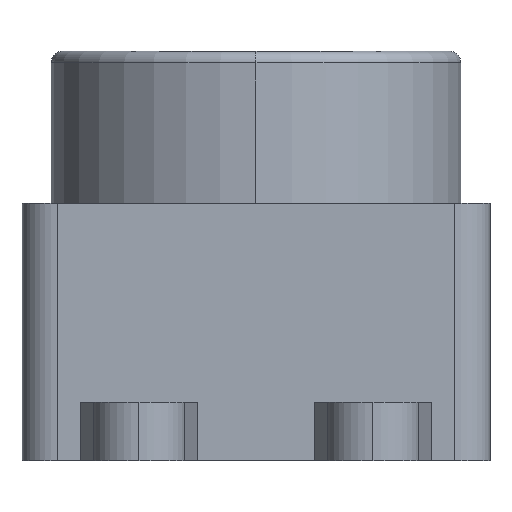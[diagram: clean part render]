
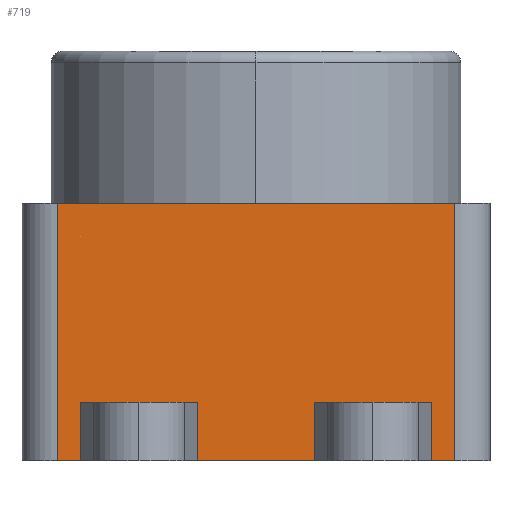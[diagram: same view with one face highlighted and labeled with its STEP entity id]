
A CAD part, left-side view. The second image highlights one B-rep face of the part: STEP entity #719.
In plain terms, the highlighted planar face has unit normal (-1, 0, 0).
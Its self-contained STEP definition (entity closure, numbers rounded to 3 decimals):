
#15 = EDGE_CURVE ( 'NONE', #699, #571, #1455, .T. ) ;
#21 = CARTESIAN_POINT ( 'NONE',  ( -20., 17., 22. ) ) ;
#34 = DIRECTION ( 'NONE',  ( 0., -1., 0. ) ) ;
#42 = EDGE_LOOP ( 'NONE', ( #587, #787, #1436, #262, #886, #287, #846, #652, #914, #632, #1435, #871 ) ) ;
#99 = LINE ( 'NONE', #1298, #822 ) ;
#108 = DIRECTION ( 'NONE',  ( 0., -1., 0. ) ) ;
#114 = DIRECTION ( 'NONE',  ( 0., 0., -1. ) ) ;
#122 = CARTESIAN_POINT ( 'NONE',  ( -20., -15., 0. ) ) ;
#147 = PLANE ( 'NONE',  #889 ) ;
#162 = LINE ( 'NONE', #1352, #1320 ) ;
#178 = VECTOR ( 'NONE', #553, 1000. ) ;
#181 = CARTESIAN_POINT ( 'NONE',  ( -20., 20., 0. ) ) ;
#190 = VECTOR ( 'NONE', #252, 1000. ) ;
#223 = DIRECTION ( 'NONE',  ( 0., 0., -1. ) ) ;
#252 = DIRECTION ( 'NONE',  ( 0., 0., -1. ) ) ;
#262 = ORIENTED_EDGE ( 'NONE', *, *, #803, .T. ) ;
#287 = ORIENTED_EDGE ( 'NONE', *, *, #1291, .T. ) ;
#298 = VECTOR ( 'NONE', #977, 1000. ) ;
#318 = VERTEX_POINT ( 'NONE', #983 ) ;
#319 = DIRECTION ( 'NONE',  ( 1., 0., 0. ) ) ;
#368 = EDGE_CURVE ( 'NONE', #1075, #854, #162, .T. ) ;
#458 = LINE ( 'NONE', #1025, #178 ) ;
#478 = VECTOR ( 'NONE', #223, 1000. ) ;
#496 = LINE ( 'NONE', #181, #1005 ) ;
#524 = EDGE_CURVE ( 'NONE', #854, #1308, #934, .T. ) ;
#552 = VERTEX_POINT ( 'NONE', #577 ) ;
#553 = DIRECTION ( 'NONE',  ( 0., 0., 1. ) ) ;
#558 = VECTOR ( 'NONE', #573, 1000. ) ;
#566 = EDGE_CURVE ( 'NONE', #552, #699, #1428, .T. ) ;
#571 = VERTEX_POINT ( 'NONE', #725 ) ;
#573 = DIRECTION ( 'NONE',  ( 0., 0., -1. ) ) ;
#575 = CARTESIAN_POINT ( 'NONE',  ( -20., -5., 5. ) ) ;
#577 = CARTESIAN_POINT ( 'NONE',  ( -20., 17., 22. ) ) ;
#587 = ORIENTED_EDGE ( 'NONE', *, *, #1180, .T. ) ;
#614 = VERTEX_POINT ( 'NONE', #831 ) ;
#621 = CARTESIAN_POINT ( 'NONE',  ( -20., 20., 22. ) ) ;
#632 = ORIENTED_EDGE ( 'NONE', *, *, #1460, .F. ) ;
#645 = LINE ( 'NONE', #798, #1243 ) ;
#652 = ORIENTED_EDGE ( 'NONE', *, *, #566, .T. ) ;
#678 = DIRECTION ( 'NONE',  ( 0., 0., -1. ) ) ;
#692 = FACE_OUTER_BOUND ( 'NONE', #42, .T. ) ;
#699 = VERTEX_POINT ( 'NONE', #1195 ) ;
#719 = ADVANCED_FACE ( 'NONE', ( #692 ), #147, .F. ) ;
#723 = DIRECTION ( 'NONE',  ( 0., -1., 0. ) ) ;
#725 = CARTESIAN_POINT ( 'NONE',  ( -20., 15., 0. ) ) ;
#777 = EDGE_CURVE ( 'NONE', #614, #318, #782, .T. ) ;
#782 = LINE ( 'NONE', #575, #478 ) ;
#787 = ORIENTED_EDGE ( 'NONE', *, *, #777, .F. ) ;
#798 = CARTESIAN_POINT ( 'NONE',  ( -20., -15., 5. ) ) ;
#803 = EDGE_CURVE ( 'NONE', #1250, #1522, #645, .T. ) ;
#822 = VECTOR ( 'NONE', #108, 1000. ) ;
#826 = CARTESIAN_POINT ( 'NONE',  ( -20., 15., 5. ) ) ;
#831 = CARTESIAN_POINT ( 'NONE',  ( -20., -5., 5. ) ) ;
#843 = CARTESIAN_POINT ( 'NONE',  ( -20., 20., 22. ) ) ;
#846 = ORIENTED_EDGE ( 'NONE', *, *, #996, .F. ) ;
#854 = VERTEX_POINT ( 'NONE', #1062 ) ;
#871 = ORIENTED_EDGE ( 'NONE', *, *, #524, .T. ) ;
#872 = VERTEX_POINT ( 'NONE', #1183 ) ;
#886 = ORIENTED_EDGE ( 'NONE', *, *, #1402, .T. ) ;
#889 = AXIS2_PLACEMENT_3D ( 'NONE', #621, #319, #1266 ) ;
#914 = ORIENTED_EDGE ( 'NONE', *, *, #15, .T. ) ;
#934 = LINE ( 'NONE', #1400, #1339 ) ;
#977 = DIRECTION ( 'NONE',  ( 0., 1., 0. ) ) ;
#983 = CARTESIAN_POINT ( 'NONE',  ( -20., -5., 0. ) ) ;
#996 = EDGE_CURVE ( 'NONE', #552, #1219, #1008, .T. ) ;
#1005 = VECTOR ( 'NONE', #1380, 1000. ) ;
#1008 = LINE ( 'NONE', #843, #1229 ) ;
#1020 = EDGE_CURVE ( 'NONE', #1250, #614, #1391, .T. ) ;
#1025 = CARTESIAN_POINT ( 'NONE',  ( -20., -17., 22. ) ) ;
#1062 = CARTESIAN_POINT ( 'NONE',  ( -20., 5., 5. ) ) ;
#1075 = VERTEX_POINT ( 'NONE', #1478 ) ;
#1092 = LINE ( 'NONE', #826, #558 ) ;
#1130 = VECTOR ( 'NONE', #1139, 1000. ) ;
#1131 = CARTESIAN_POINT ( 'NONE',  ( -20., -17., 22. ) ) ;
#1139 = DIRECTION ( 'NONE',  ( 0., -1., 0. ) ) ;
#1180 = EDGE_CURVE ( 'NONE', #1308, #318, #496, .T. ) ;
#1183 = CARTESIAN_POINT ( 'NONE',  ( -20., -17., 0. ) ) ;
#1195 = CARTESIAN_POINT ( 'NONE',  ( -20., 17., 0. ) ) ;
#1219 = VERTEX_POINT ( 'NONE', #1131 ) ;
#1229 = VECTOR ( 'NONE', #723, 1000. ) ;
#1232 = CARTESIAN_POINT ( 'NONE',  ( -20., 20., 5. ) ) ;
#1243 = VECTOR ( 'NONE', #114, 1000. ) ;
#1250 = VERTEX_POINT ( 'NONE', #1277 ) ;
#1264 = CARTESIAN_POINT ( 'NONE',  ( -20., 5., 0. ) ) ;
#1266 = DIRECTION ( 'NONE',  ( 0., 1., 0. ) ) ;
#1277 = CARTESIAN_POINT ( 'NONE',  ( -20., -15., 5. ) ) ;
#1291 = EDGE_CURVE ( 'NONE', #872, #1219, #458, .T. ) ;
#1298 = CARTESIAN_POINT ( 'NONE',  ( -20., 20., 0. ) ) ;
#1308 = VERTEX_POINT ( 'NONE', #1264 ) ;
#1320 = VECTOR ( 'NONE', #34, 1000. ) ;
#1339 = VECTOR ( 'NONE', #678, 1000. ) ;
#1352 = CARTESIAN_POINT ( 'NONE',  ( -20., 20., 5. ) ) ;
#1380 = DIRECTION ( 'NONE',  ( 0., -1., 0. ) ) ;
#1391 = LINE ( 'NONE', #1232, #298 ) ;
#1400 = CARTESIAN_POINT ( 'NONE',  ( -20., 5., 5. ) ) ;
#1402 = EDGE_CURVE ( 'NONE', #1522, #872, #99, .T. ) ;
#1428 = LINE ( 'NONE', #21, #190 ) ;
#1435 = ORIENTED_EDGE ( 'NONE', *, *, #368, .T. ) ;
#1436 = ORIENTED_EDGE ( 'NONE', *, *, #1020, .F. ) ;
#1455 = LINE ( 'NONE', #1499, #1130 ) ;
#1460 = EDGE_CURVE ( 'NONE', #1075, #571, #1092, .T. ) ;
#1478 = CARTESIAN_POINT ( 'NONE',  ( -20., 15., 5. ) ) ;
#1499 = CARTESIAN_POINT ( 'NONE',  ( -20., 20., 0. ) ) ;
#1522 = VERTEX_POINT ( 'NONE', #122 ) ;
